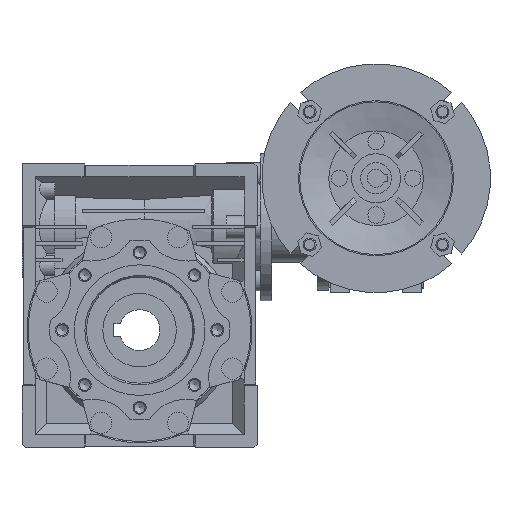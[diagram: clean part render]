
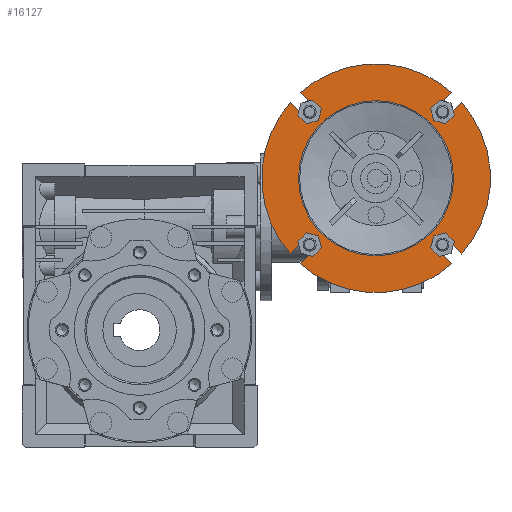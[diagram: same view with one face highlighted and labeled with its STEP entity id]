
A CAD part, left-side view. The second image highlights one B-rep face of the part: STEP entity #16127.
In plain terms, the highlighted face is planar.
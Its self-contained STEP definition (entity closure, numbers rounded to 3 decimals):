
#16127=ADVANCED_FACE('',(#29166,#29168),#29170,.T.);
#29166=FACE_BOUND('',#29167,.T.);
#29167=EDGE_LOOP('',(#38606,#38607,#38608,#38609,#38610,#38611,#38612,#38613,#38614,
#38615,#38616,#38617,#38618,#38619,#38620,#38621));
#29168=FACE_BOUND('',#29169,.T.);
#29169=EDGE_LOOP('',(#38622));
#29170=PLANE('',#29171);
#29171=AXIS2_PLACEMENT_3D('',#29172,#29173,#29174);
#29172=CARTESIAN_POINT('',(55.,105.,122.));
#29173=DIRECTION('',(1.,0.,0.));
#29174=DIRECTION('',(0.,-1.,0.));
#38606=ORIENTED_EDGE('',*,*,#43352,.T.);
#38607=ORIENTED_EDGE('',*,*,#43360,.F.);
#38608=ORIENTED_EDGE('',*,*,#43354,.T.);
#38609=ORIENTED_EDGE('',*,*,#43357,.T.);
#38610=ORIENTED_EDGE('',*,*,#43358,.T.);
#38611=ORIENTED_EDGE('',*,*,#42998,.F.);
#38612=ORIENTED_EDGE('',*,*,#43347,.T.);
#38613=ORIENTED_EDGE('',*,*,#43345,.T.);
#38614=ORIENTED_EDGE('',*,*,#43343,.T.);
#38615=ORIENTED_EDGE('',*,*,#43359,.F.);
#38616=ORIENTED_EDGE('',*,*,#43340,.T.);
#38617=ORIENTED_EDGE('',*,*,#43338,.T.);
#38618=ORIENTED_EDGE('',*,*,#43348,.T.);
#38619=ORIENTED_EDGE('',*,*,#42996,.F.);
#38620=ORIENTED_EDGE('',*,*,#43336,.T.);
#38621=ORIENTED_EDGE('',*,*,#43350,.T.);
#38622=ORIENTED_EDGE('',*,*,#43003,.T.);
#42996=EDGE_CURVE('',#50456,#50451,#50458,.T.);
#42998=EDGE_CURVE('',#50460,#50462,#50463,.T.);
#43003=EDGE_CURVE('',#50471,#50471,#50472,.T.);
#43336=EDGE_CURVE('',#50456,#51039,#51041,.T.);
#43338=EDGE_CURVE('',#51044,#51042,#51045,.T.);
#43340=EDGE_CURVE('',#51047,#51044,#51048,.T.);
#43343=EDGE_CURVE('',#51052,#51050,#51053,.T.);
#43345=EDGE_CURVE('',#51055,#51052,#51056,.T.);
#43347=EDGE_CURVE('',#50460,#51055,#51058,.T.);
#43348=EDGE_CURVE('',#51042,#50451,#51059,.T.);
#43350=EDGE_CURVE('',#51039,#51060,#51062,.T.);
#43352=EDGE_CURVE('',#51060,#51063,#51065,.T.);
#43354=EDGE_CURVE('',#51068,#51066,#51069,.T.);
#43357=EDGE_CURVE('',#51066,#51071,#51073,.T.);
#43358=EDGE_CURVE('',#51071,#50462,#51074,.T.);
#43359=EDGE_CURVE('',#51047,#51050,#51075,.T.);
#43360=EDGE_CURVE('',#51068,#51063,#51076,.T.);
#50451=VERTEX_POINT('',#70374);
#50456=VERTEX_POINT('',#70384);
#50458=CIRCLE('',#70388,70.);
#50460=VERTEX_POINT('',#70393);
#50462=VERTEX_POINT('',#70397);
#50463=CIRCLE('',#70398,70.);
#50471=VERTEX_POINT('',#70420);
#50472=CIRCLE('',#70421,47.5);
#51039=VERTEX_POINT('',#72587);
#51041=LINE('',#72591,#72592);
#51042=VERTEX_POINT('',#72594);
#51044=VERTEX_POINT('',#72598);
#51045=CIRCLE('',#72599,4.25);
#51047=VERTEX_POINT('',#72606);
#51048=LINE('',#72607,#72608);
#51050=VERTEX_POINT('',#72613);
#51052=VERTEX_POINT('',#72617);
#51053=LINE('',#72618,#72619);
#51055=VERTEX_POINT('',#72624);
#51056=CIRCLE('',#72625,4.25);
#51058=LINE('',#72632,#72633);
#51059=LINE('',#72635,#72636);
#51060=VERTEX_POINT('',#72638);
#51062=CIRCLE('',#72642,4.25);
#51063=VERTEX_POINT('',#72646);
#51065=LINE('',#72650,#72651);
#51066=VERTEX_POINT('',#72653);
#51068=VERTEX_POINT('',#72657);
#51069=LINE('',#72658,#72659);
#51071=VERTEX_POINT('',#72664);
#51073=CIRCLE('',#72668,4.25);
#51074=LINE('',#72672,#72673);
#51075=CIRCLE('',#72675,70.);
#51076=CIRCLE('',#72679,70.);
#70374=CARTESIAN_POINT('',(55.,17.589,168.401));
#70384=CARTESIAN_POINT('',(55.,17.589,75.599));
#70388=AXIS2_PLACEMENT_3D('',#70389,#70390,#70391);
#70389=CARTESIAN_POINT('',(55.,70.,122.));
#70390=DIRECTION('',(-1.,-0.,0.));
#70391=DIRECTION('',(0.,-0.749,-0.663));
#70393=CARTESIAN_POINT('',(55.,122.411,168.401));
#70397=CARTESIAN_POINT('',(55.,122.411,75.599));
#70398=AXIS2_PLACEMENT_3D('',#70399,#70400,#70401);
#70399=CARTESIAN_POINT('',(55.,70.,122.));
#70400=DIRECTION('',(-1.,0.,-0.));
#70401=DIRECTION('',(0.,0.749,0.663));
#70420=CARTESIAN_POINT('',(55.,117.5,122.));
#70421=AXIS2_PLACEMENT_3D('',#70422,#70423,#70424);
#70422=CARTESIAN_POINT('',(55.,70.,122.));
#70423=DIRECTION('',(-1.,-0.,-0.));
#70424=DIRECTION('',(0.,1.,0.));
#72587=CARTESIAN_POINT('',(55.,26.336,84.347));
#72591=CARTESIAN_POINT('',(55.,17.589,75.599));
#72592=VECTOR('',#72593,1.);
#72593=DIRECTION('',(0.,0.707,0.707));
#72594=CARTESIAN_POINT('',(55.,26.336,159.653));
#72598=CARTESIAN_POINT('',(55.,32.347,165.664));
#72599=AXIS2_PLACEMENT_3D('',#72600,#72601,#72602);
#72600=CARTESIAN_POINT('',(55.,29.341,162.659));
#72601=DIRECTION('',(-1.,0.,-0.));
#72602=DIRECTION('',(0.,0.707,0.707));
#72606=CARTESIAN_POINT('',(55.,23.599,174.411));
#72607=CARTESIAN_POINT('',(55.,23.599,174.411));
#72608=VECTOR('',#72609,1.);
#72609=DIRECTION('',(0.,0.707,-0.707));
#72613=CARTESIAN_POINT('',(55.,116.401,174.411));
#72617=CARTESIAN_POINT('',(55.,107.653,165.664));
#72618=CARTESIAN_POINT('',(55.,107.653,165.664));
#72619=VECTOR('',#72620,1.);
#72620=DIRECTION('',(0.,0.707,0.707));
#72624=CARTESIAN_POINT('',(55.,113.664,159.653));
#72625=AXIS2_PLACEMENT_3D('',#72626,#72627,#72628);
#72626=CARTESIAN_POINT('',(55.,110.659,162.659));
#72627=DIRECTION('',(-1.,0.,-0.));
#72628=DIRECTION('',(0.,0.707,-0.707));
#72632=CARTESIAN_POINT('',(55.,122.411,168.401));
#72633=VECTOR('',#72634,1.);
#72634=DIRECTION('',(0.,-0.707,-0.707));
#72635=CARTESIAN_POINT('',(55.,26.336,159.653));
#72636=VECTOR('',#72637,1.);
#72637=DIRECTION('',(0.,-0.707,0.707));
#72638=CARTESIAN_POINT('',(55.,32.347,78.336));
#72642=AXIS2_PLACEMENT_3D('',#72643,#72644,#72645);
#72643=CARTESIAN_POINT('',(55.,29.341,81.341));
#72644=DIRECTION('',(-1.,-0.,0.));
#72645=DIRECTION('',(0.,-0.707,0.707));
#72646=CARTESIAN_POINT('',(55.,23.599,69.589));
#72650=CARTESIAN_POINT('',(55.,32.347,78.336));
#72651=VECTOR('',#72652,1.);
#72652=DIRECTION('',(0.,-0.707,-0.707));
#72653=CARTESIAN_POINT('',(55.,107.653,78.336));
#72657=CARTESIAN_POINT('',(55.,116.401,69.589));
#72658=CARTESIAN_POINT('',(55.,116.401,69.589));
#72659=VECTOR('',#72660,1.);
#72660=DIRECTION('',(0.,-0.707,0.707));
#72664=CARTESIAN_POINT('',(55.,113.664,84.347));
#72668=AXIS2_PLACEMENT_3D('',#72669,#72670,#72671);
#72669=CARTESIAN_POINT('',(55.,110.659,81.341));
#72670=DIRECTION('',(-1.,-0.,0.));
#72671=DIRECTION('',(0.,-0.707,-0.707));
#72672=CARTESIAN_POINT('',(55.,113.664,84.347));
#72673=VECTOR('',#72674,1.);
#72674=DIRECTION('',(0.,0.707,-0.707));
#72675=AXIS2_PLACEMENT_3D('',#72676,#72677,#72678);
#72676=CARTESIAN_POINT('',(55.,70.,122.));
#72677=DIRECTION('',(-1.,-0.,0.));
#72678=DIRECTION('',(0.,-0.663,0.749));
#72679=AXIS2_PLACEMENT_3D('',#72680,#72681,#72682);
#72680=CARTESIAN_POINT('',(55.,70.,122.));
#72681=DIRECTION('',(-1.,0.,-0.));
#72682=DIRECTION('',(0.,0.663,-0.749));
